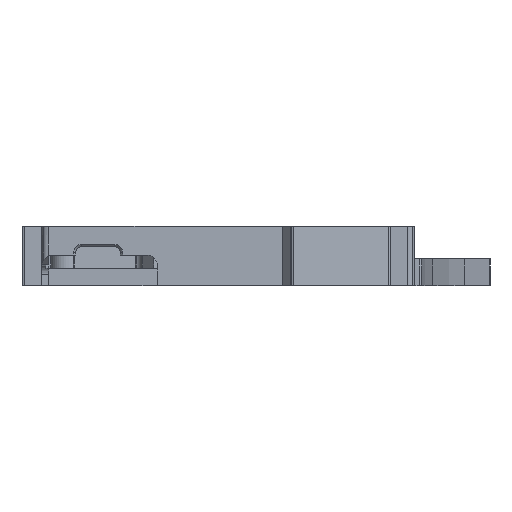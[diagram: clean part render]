
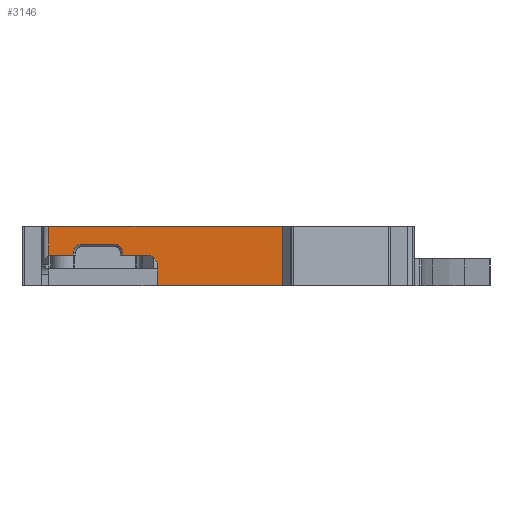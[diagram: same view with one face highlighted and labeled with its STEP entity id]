
A CAD part, left-side view. The second image highlights one B-rep face of the part: STEP entity #3146.
In plain terms, the highlighted planar face has unit normal (-1, 0, 0).
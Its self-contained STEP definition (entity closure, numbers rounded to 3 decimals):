
#40 = DIRECTION ( 'NONE',  ( -1., 0., 0. ) ) ;
#294 = DIRECTION ( 'NONE',  ( 0., -1., 0. ) ) ;
#467 = CARTESIAN_POINT ( 'NONE',  ( 28.638, -48.405, 4.395 ) ) ;
#540 = VECTOR ( 'NONE', #5996, 1000. ) ;
#706 = LINE ( 'NONE', #3394, #7301 ) ;
#720 = EDGE_CURVE ( 'NONE', #3852, #6273, #706, .T. ) ;
#972 = ORIENTED_EDGE ( 'NONE', *, *, #13751, .F. ) ;
#1303 = CARTESIAN_POINT ( 'NONE',  ( 28.638, -98.604, 10.5 ) ) ;
#1459 = ORIENTED_EDGE ( 'NONE', *, *, #2079, .T. ) ;
#1693 = LINE ( 'NONE', #14736, #3524 ) ;
#1717 = ORIENTED_EDGE ( 'NONE', *, *, #8935, .T. ) ;
#1740 = ORIENTED_EDGE ( 'NONE', *, *, #14491, .T. ) ;
#1807 = CARTESIAN_POINT ( 'NONE',  ( 28.638, -49.155, 0. ) ) ;
#2079 = EDGE_CURVE ( 'NONE', #8782, #8919, #6519, .T. ) ;
#2250 = VECTOR ( 'NONE', #10126, 1000. ) ;
#2263 = LINE ( 'NONE', #1303, #16555 ) ;
#2312 = CARTESIAN_POINT ( 'NONE',  ( 28.638, -70.1, 2.395 ) ) ;
#2793 = DIRECTION ( 'NONE',  ( -1., 0., 0. ) ) ;
#3102 = AXIS2_PLACEMENT_3D ( 'NONE', #13240, #40, #294 ) ;
#3146 = ADVANCED_FACE ( 'NONE', ( #4006 ), #14522, .T. ) ;
#3297 = VECTOR ( 'NONE', #13626, 1000. ) ;
#3336 = DIRECTION ( 'NONE',  ( 0., 0., 1. ) ) ;
#3389 = AXIS2_PLACEMENT_3D ( 'NONE', #2312, #11417, #3437 ) ;
#3394 = CARTESIAN_POINT ( 'NONE',  ( 28.638, -98.604, 0. ) ) ;
#3437 = DIRECTION ( 'NONE',  ( 0., -1., 0. ) ) ;
#3516 = ORIENTED_EDGE ( 'NONE', *, *, #720, .T. ) ;
#3524 = VECTOR ( 'NONE', #8037, 1000. ) ;
#3528 = LINE ( 'NONE', #11424, #2250 ) ;
#3592 = VERTEX_POINT ( 'NONE', #16429 ) ;
#3665 = CIRCLE ( 'NONE', #3102, 1.7 ) ;
#3815 = VERTEX_POINT ( 'NONE', #15819 ) ;
#3820 = CARTESIAN_POINT ( 'NONE',  ( 28.638, -63.1, 6.68 ) ) ;
#3852 = VERTEX_POINT ( 'NONE', #14425 ) ;
#3963 = ORIENTED_EDGE ( 'NONE', *, *, #7066, .F. ) ;
#4006 = FACE_OUTER_BOUND ( 'NONE', #10409, .T. ) ;
#5215 = DIRECTION ( 'NONE',  ( 0., 0., 1. ) ) ;
#5422 = VERTEX_POINT ( 'NONE', #5692 ) ;
#5552 = EDGE_CURVE ( 'NONE', #7191, #3592, #3528, .T. ) ;
#5652 = VERTEX_POINT ( 'NONE', #15951 ) ;
#5692 = CARTESIAN_POINT ( 'NONE',  ( 28.638, -64.8, 4.395 ) ) ;
#5956 = ORIENTED_EDGE ( 'NONE', *, *, #16487, .F. ) ;
#5996 = DIRECTION ( 'NONE',  ( 0., 1., 0. ) ) ;
#6251 = DIRECTION ( 'NONE',  ( 0., -1., 0. ) ) ;
#6273 = VERTEX_POINT ( 'NONE', #10414 ) ;
#6519 = LINE ( 'NONE', #15742, #7906 ) ;
#6778 = VERTEX_POINT ( 'NONE', #14726 ) ;
#6961 = AXIS2_PLACEMENT_3D ( 'NONE', #11903, #2793, #5215 ) ;
#7066 = EDGE_CURVE ( 'NONE', #3592, #15663, #7428, .T. ) ;
#7191 = VERTEX_POINT ( 'NONE', #3820 ) ;
#7220 = CARTESIAN_POINT ( 'NONE',  ( 28.638, -54.4, 4.395 ) ) ;
#7237 = EDGE_CURVE ( 'NONE', #6778, #6273, #2263, .T. ) ;
#7241 = CARTESIAN_POINT ( 'NONE',  ( 28.638, -48.405, 4.395 ) ) ;
#7301 = VECTOR ( 'NONE', #10256, 1000. ) ;
#7339 = CARTESIAN_POINT ( 'NONE',  ( 28.638, -70.1, 4.395 ) ) ;
#7428 = CIRCLE ( 'NONE', #9647, 1.7 ) ;
#7784 = EDGE_CURVE ( 'NONE', #15663, #9307, #1693, .T. ) ;
#7906 = VECTOR ( 'NONE', #10685, 1000. ) ;
#8037 = DIRECTION ( 'NONE',  ( 0., 0., -1. ) ) ;
#8782 = VERTEX_POINT ( 'NONE', #10987 ) ;
#8893 = DIRECTION ( 'NONE',  ( 0., 0., 1. ) ) ;
#8919 = VERTEX_POINT ( 'NONE', #15079 ) ;
#8935 = EDGE_CURVE ( 'NONE', #3815, #9307, #12372, .T. ) ;
#9171 = EDGE_CURVE ( 'NONE', #5652, #7191, #3665, .T. ) ;
#9307 = VERTEX_POINT ( 'NONE', #7220 ) ;
#9647 = AXIS2_PLACEMENT_3D ( 'NONE', #9925, #11318, #3336 ) ;
#9904 = LINE ( 'NONE', #10961, #540 ) ;
#9925 = CARTESIAN_POINT ( 'NONE',  ( 28.638, -56.1, 4.98 ) ) ;
#10126 = DIRECTION ( 'NONE',  ( 0., 1., 0. ) ) ;
#10256 = DIRECTION ( 'NONE',  ( 0., 0., 1. ) ) ;
#10272 = ORIENTED_EDGE ( 'NONE', *, *, #9171, .F. ) ;
#10409 = EDGE_LOOP ( 'NONE', ( #14699, #1717, #13069, #3963, #12277, #10272, #5956, #16893, #1740, #1459, #972, #3516, #11778 ) ) ;
#10414 = CARTESIAN_POINT ( 'NONE',  ( 28.638, -98.604, 10.5 ) ) ;
#10544 = CARTESIAN_POINT ( 'NONE',  ( 28.638, -64.8, 2.49 ) ) ;
#10685 = DIRECTION ( 'NONE',  ( 0., 0., -1. ) ) ;
#10938 = LINE ( 'NONE', #1807, #3297 ) ;
#10961 = CARTESIAN_POINT ( 'NONE',  ( 28.638, -98.604, -2. ) ) ;
#10987 = CARTESIAN_POINT ( 'NONE',  ( 28.638, -72.1, 2.395 ) ) ;
#11318 = DIRECTION ( 'NONE',  ( -1., 0., 0. ) ) ;
#11417 = DIRECTION ( 'NONE',  ( 1., 0., 0. ) ) ;
#11418 = DIRECTION ( 'NONE',  ( 0., -1., 0. ) ) ;
#11424 = CARTESIAN_POINT ( 'NONE',  ( 28.638, -51.878, 6.68 ) ) ;
#11713 = CIRCLE ( 'NONE', #3389, 2. ) ;
#11750 = VECTOR ( 'NONE', #15141, 1000. ) ;
#11778 = ORIENTED_EDGE ( 'NONE', *, *, #7237, .F. ) ;
#11903 = CARTESIAN_POINT ( 'NONE',  ( 28.638, -47.655, 0. ) ) ;
#12050 = CARTESIAN_POINT ( 'NONE',  ( 28.638, -54.4, 4.98 ) ) ;
#12238 = EDGE_CURVE ( 'NONE', #5422, #13592, #12529, .T. ) ;
#12277 = ORIENTED_EDGE ( 'NONE', *, *, #5552, .F. ) ;
#12372 = LINE ( 'NONE', #7241, #14088 ) ;
#12529 = LINE ( 'NONE', #467, #11750 ) ;
#12988 = EDGE_CURVE ( 'NONE', #3815, #6778, #10938, .T. ) ;
#13069 = ORIENTED_EDGE ( 'NONE', *, *, #7784, .F. ) ;
#13240 = CARTESIAN_POINT ( 'NONE',  ( 28.638, -63.1, 4.98 ) ) ;
#13592 = VERTEX_POINT ( 'NONE', #7339 ) ;
#13626 = DIRECTION ( 'NONE',  ( 0., 0., 1. ) ) ;
#13751 = EDGE_CURVE ( 'NONE', #3852, #8919, #9904, .T. ) ;
#14088 = VECTOR ( 'NONE', #11418, 1000. ) ;
#14287 = LINE ( 'NONE', #10544, #15840 ) ;
#14425 = CARTESIAN_POINT ( 'NONE',  ( 28.638, -98.604, -2. ) ) ;
#14491 = EDGE_CURVE ( 'NONE', #13592, #8782, #11713, .T. ) ;
#14522 = PLANE ( 'NONE',  #6961 ) ;
#14699 = ORIENTED_EDGE ( 'NONE', *, *, #12988, .F. ) ;
#14726 = CARTESIAN_POINT ( 'NONE',  ( 28.638, -49.155, 10.5 ) ) ;
#14736 = CARTESIAN_POINT ( 'NONE',  ( 28.638, -54.4, 1.905 ) ) ;
#15079 = CARTESIAN_POINT ( 'NONE',  ( 28.638, -72.1, -2. ) ) ;
#15141 = DIRECTION ( 'NONE',  ( 0., -1., 0. ) ) ;
#15663 = VERTEX_POINT ( 'NONE', #12050 ) ;
#15742 = CARTESIAN_POINT ( 'NONE',  ( 28.638, -72.1, 1.198 ) ) ;
#15819 = CARTESIAN_POINT ( 'NONE',  ( 28.638, -49.155, 4.395 ) ) ;
#15840 = VECTOR ( 'NONE', #8893, 1000. ) ;
#15951 = CARTESIAN_POINT ( 'NONE',  ( 28.638, -64.8, 4.98 ) ) ;
#16429 = CARTESIAN_POINT ( 'NONE',  ( 28.638, -56.1, 6.68 ) ) ;
#16487 = EDGE_CURVE ( 'NONE', #5422, #5652, #14287, .T. ) ;
#16555 = VECTOR ( 'NONE', #6251, 1000. ) ;
#16893 = ORIENTED_EDGE ( 'NONE', *, *, #12238, .T. ) ;
